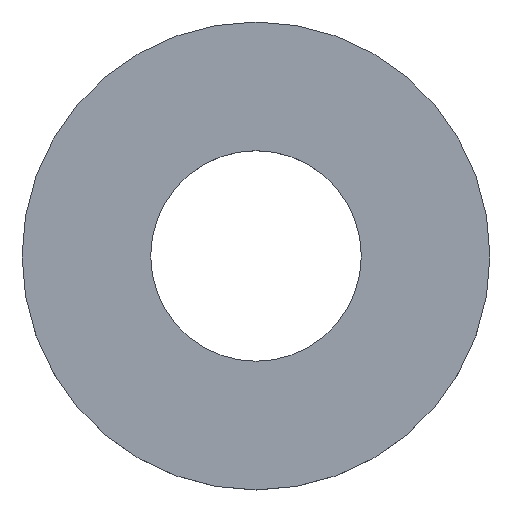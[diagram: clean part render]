
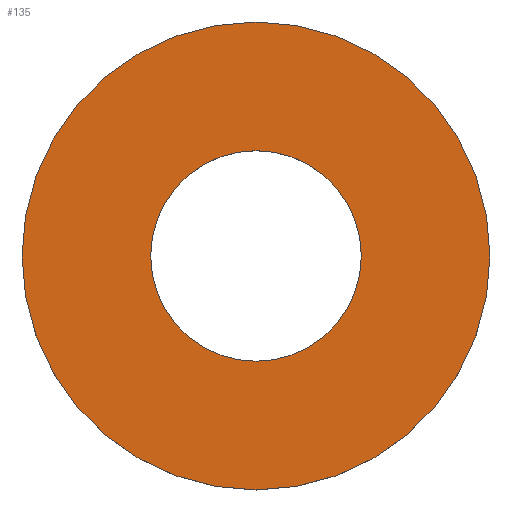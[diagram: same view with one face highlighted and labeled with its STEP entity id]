
A CAD part, top view. The second image highlights one B-rep face of the part: STEP entity #135.
In plain terms, the highlighted planar face has unit normal (0, 0, 1).
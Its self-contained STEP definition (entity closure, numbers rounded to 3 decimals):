
#30=CARTESIAN_POINT('',(0.,0.,0.3));
#31=DIRECTION('',(0.,0.,1.));
#32=DIRECTION('',(0.,1.,0.));
#33=AXIS2_PLACEMENT_3D('',#30,#31,#32);
#35=CARTESIAN_POINT('',(0.,0.,0.3));
#36=DIRECTION('',(0.,0.,1.));
#37=DIRECTION('',(0.,-1.,0.));
#38=AXIS2_PLACEMENT_3D('',#35,#36,#37);
#40=CARTESIAN_POINT('',(0.,0.,0.3));
#41=DIRECTION('',(0.,0.,-1.));
#42=DIRECTION('',(0.,1.,0.));
#43=AXIS2_PLACEMENT_3D('',#40,#41,#42);
#45=CARTESIAN_POINT('',(0.,0.,0.3));
#46=DIRECTION('',(0.,0.,-1.));
#47=DIRECTION('',(0.,-1.,0.));
#48=AXIS2_PLACEMENT_3D('',#45,#46,#47);
#66=CARTESIAN_POINT('',(0.,2.,0.3));
#67=CARTESIAN_POINT('',(0.,-2.,0.3));
#68=VERTEX_POINT('',#66);
#69=VERTEX_POINT('',#67);
#70=CARTESIAN_POINT('',(0.,0.9,0.3));
#71=CARTESIAN_POINT('',(0.,-0.9,0.3));
#72=VERTEX_POINT('',#70);
#73=VERTEX_POINT('',#71);
#120=CARTESIAN_POINT('',(0.,0.,0.3));
#121=DIRECTION('',(0.,0.,1.));
#122=DIRECTION('',(0.,1.,0.));
#123=AXIS2_PLACEMENT_3D('',#120,#121,#122);
#124=PLANE('',#123);
#125=ORIENTED_EDGE('',*,*,#100,.F.);
#126=ORIENTED_EDGE('',*,*,#114,.F.);
#127=EDGE_LOOP('',(#125,#126));
#128=FACE_OUTER_BOUND('',#127,.F.);
#130=ORIENTED_EDGE('',*,*,#129,.F.);
#132=ORIENTED_EDGE('',*,*,#131,.F.);
#133=EDGE_LOOP('',(#130,#132));
#134=FACE_BOUND('',#133,.F.);
#135=ADVANCED_FACE('',(#128,#134),#124,.T.);
#34=CIRCLE('',#33,2.);
#39=CIRCLE('',#38,2.);
#44=CIRCLE('',#43,0.9);
#49=CIRCLE('',#48,0.9);
#100=EDGE_CURVE('',#68,#69,#34,.T.);
#114=EDGE_CURVE('',#69,#68,#39,.T.);
#129=EDGE_CURVE('',#72,#73,#44,.T.);
#131=EDGE_CURVE('',#73,#72,#49,.T.);
